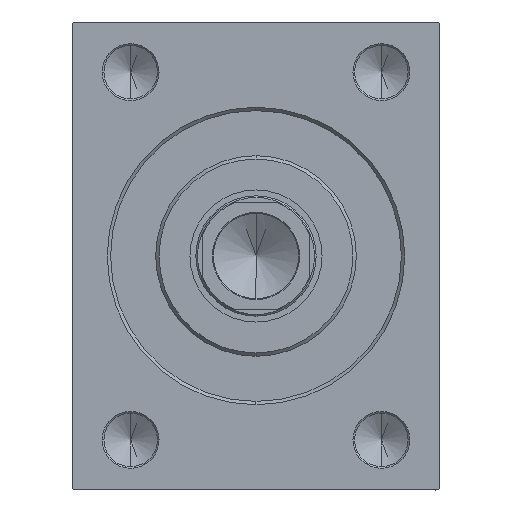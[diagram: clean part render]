
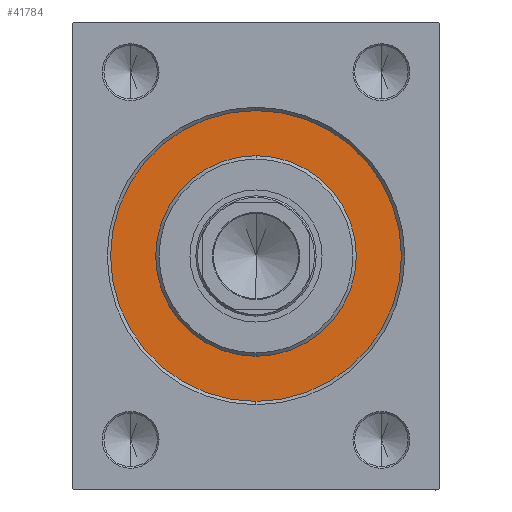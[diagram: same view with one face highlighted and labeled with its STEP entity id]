
A CAD part, left-side view. The second image highlights one B-rep face of the part: STEP entity #41784.
In plain terms, the highlighted face is planar.
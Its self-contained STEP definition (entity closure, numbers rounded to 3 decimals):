
#251 = CARTESIAN_POINT ( 'NONE',  ( 0., 0., 0. ) ) ;
#3422 = VERTEX_POINT ( 'NONE', #29979 ) ;
#3670 = FACE_OUTER_BOUND ( 'NONE', #9849, .T. ) ;
#3848 = CARTESIAN_POINT ( 'NONE',  ( 0., 0., 0. ) ) ;
#3905 = EDGE_CURVE ( 'NONE', #6546, #3422, #16344, .T. ) ;
#3924 = DIRECTION ( 'NONE',  ( 1., 0., 0. ) ) ;
#4237 = AXIS2_PLACEMENT_3D ( 'NONE', #9937, #16759, #14010 ) ;
#5766 = CARTESIAN_POINT ( 'NONE',  ( 0., 0., 0. ) ) ;
#6546 = VERTEX_POINT ( 'NONE', #22083 ) ;
#6647 = FACE_BOUND ( 'NONE', #36818, .T. ) ;
#7131 = CIRCLE ( 'NONE', #4237, 43.5 ) ;
#7989 = VERTEX_POINT ( 'NONE', #32246 ) ;
#9849 = EDGE_LOOP ( 'NONE', ( #27140, #33989 ) ) ;
#9937 = CARTESIAN_POINT ( 'NONE',  ( 0., 0., 0. ) ) ;
#13462 = PLANE ( 'NONE',  #32808 ) ;
#14010 = DIRECTION ( 'NONE',  ( 0., 0., 1. ) ) ;
#14313 = EDGE_CURVE ( 'NONE', #38712, #7989, #36547, .T. ) ;
#14754 = EDGE_CURVE ( 'NONE', #3422, #6546, #43138, .T. ) ;
#16344 = CIRCLE ( 'NONE', #21410, 30. ) ;
#16759 = DIRECTION ( 'NONE',  ( -1., 0., 0. ) ) ;
#17812 = DIRECTION ( 'NONE',  ( 0., 0., -1. ) ) ;
#19853 = DIRECTION ( 'NONE',  ( -1., 0., 0. ) ) ;
#21302 = AXIS2_PLACEMENT_3D ( 'NONE', #3848, #24126, #25019 ) ;
#21410 = AXIS2_PLACEMENT_3D ( 'NONE', #35121, #3924, #17812 ) ;
#21510 = ORIENTED_EDGE ( 'NONE', *, *, #3905, .F. ) ;
#22083 = CARTESIAN_POINT ( 'NONE',  ( 0., 0., -30. ) ) ;
#22722 = AXIS2_PLACEMENT_3D ( 'NONE', #5766, #19853, #37388 ) ;
#24126 = DIRECTION ( 'NONE',  ( 1., 0., 0. ) ) ;
#25019 = DIRECTION ( 'NONE',  ( 0., 0., -1. ) ) ;
#27140 = ORIENTED_EDGE ( 'NONE', *, *, #14313, .F. ) ;
#27516 = ORIENTED_EDGE ( 'NONE', *, *, #14754, .F. ) ;
#28644 = DIRECTION ( 'NONE',  ( -1., 0., 0. ) ) ;
#29979 = CARTESIAN_POINT ( 'NONE',  ( 0., 0., 30. ) ) ;
#32246 = CARTESIAN_POINT ( 'NONE',  ( 0., 0., 43.5 ) ) ;
#32808 = AXIS2_PLACEMENT_3D ( 'NONE', #251, #28644, #42519 ) ;
#33989 = ORIENTED_EDGE ( 'NONE', *, *, #44877, .F. ) ;
#35121 = CARTESIAN_POINT ( 'NONE',  ( 0., 0., 0. ) ) ;
#36547 = CIRCLE ( 'NONE', #22722, 43.5 ) ;
#36564 = CARTESIAN_POINT ( 'NONE',  ( 0., 0., -43.5 ) ) ;
#36818 = EDGE_LOOP ( 'NONE', ( #27516, #21510 ) ) ;
#37388 = DIRECTION ( 'NONE',  ( 0., 0., 1. ) ) ;
#38712 = VERTEX_POINT ( 'NONE', #36564 ) ;
#41784 = ADVANCED_FACE ( 'NONE', ( #6647, #3670 ), #13462, .F. ) ;
#42519 = DIRECTION ( 'NONE',  ( 0., 0., 1. ) ) ;
#43138 = CIRCLE ( 'NONE', #21302, 30. ) ;
#44877 = EDGE_CURVE ( 'NONE', #7989, #38712, #7131, .T. ) ;
